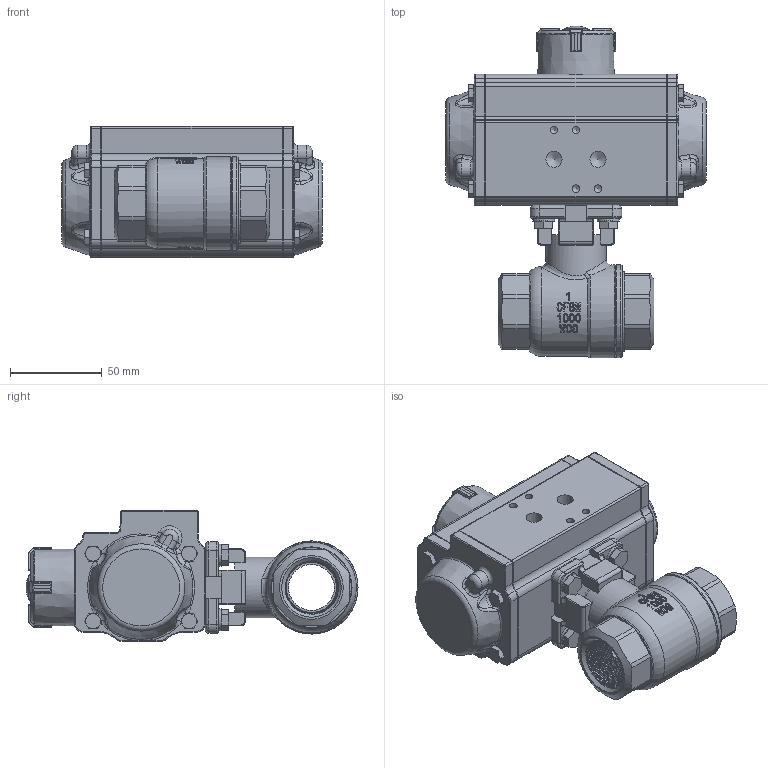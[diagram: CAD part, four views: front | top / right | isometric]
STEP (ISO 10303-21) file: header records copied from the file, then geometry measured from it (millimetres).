
FILE_DESCRIPTION(/* description */ ('Unknown'),/* implementation_level */ '2;1');
FILE_NAME(/* name */ 'DW02_FR01 9650-06',/* time_stamp */ '2022-10-24T10:22:41+02:00',/* author */ ('Unknown'),/* organization */ ('Unknown'),/* preprocessor_version */ 'ST-DEVELOPER v16.7',/* originating_system */ 'Solid Edge',/* authorisation */ 'Unknown');
FILE_SCHEMA (('AUTOMOTIVE_DESIGN {1 0 10303 214 3 1 1}'));
Products named in the file (12): DW02_FR019650-06; 8.650.025; Spindel_DN25; KV-L20 1-1000WOG 2PC ________________ __; DIN126-M6; DIN558_M_6x12.1.3; DW02_FR01_(DW20_FR15); KP-50; cup head square neck bolts grade b gb_GB_FASTENER_BOLT_CHSNBSHB M6X25
-N; ________(___________; _____________; ______
Assembly tree (19 placements, depth 3):
  DW02_FR019650-06
    8.650.025
      Spindel_DN25
      KV-L20 1-1000WOG 2PC ________________ __
    DIN126-M6  x4
    DIN558_M_6x12.1.3  x4
    DW02_FR01_(DW20_FR15)
      KP-50
      cup head square neck bolts grade b gb_GB_FASTENER_BOLT_CHSNBSHB M6X25
-N
      ________(___________  x2
      _____________  x2
      ______
Bounding box: 142.2 x 181.12 x 71.5 mm (x, y, z)
Volume: 687727.8 mm3; surface area: 109326.3 mm2
Topology: 17 solids, 18 shells, 1582 faces, 3976 edges, 2475 vertices
Faces by surface type: plane 580, cylinder 442, bspline 234, cone 190, torus 126, sphere 10
Full cylindrical faces by diameter (mm): 2.1 x2, 3 x16, 3.3 x8, 4.2 x12, 5 x5, 6 x5, 6.2 x1, 6.6 x4, 8.8 x2, 11.7 x1, 12 x4, 13.9 x1, 14 x1, 14.2 x1, 15.008 x1, 15.9 x1, 20 x1, 20.883 x1, 23.5 x1, 25 x1, 27.483 x1, 28.5 x18, 33 x2, 38.5 x1, 42 x1, 50.8 x2
Entity records: 75316 total; most frequent: CARTESIAN_POINT 44269, ORIENTED_EDGE 6594, DIRECTION 5969, EDGE_CURVE 3297, AXIS2_PLACEMENT_3D 2282, VERTEX_POINT 2178, FACE_BOUND 1605, EDGE_LOOP 1587
